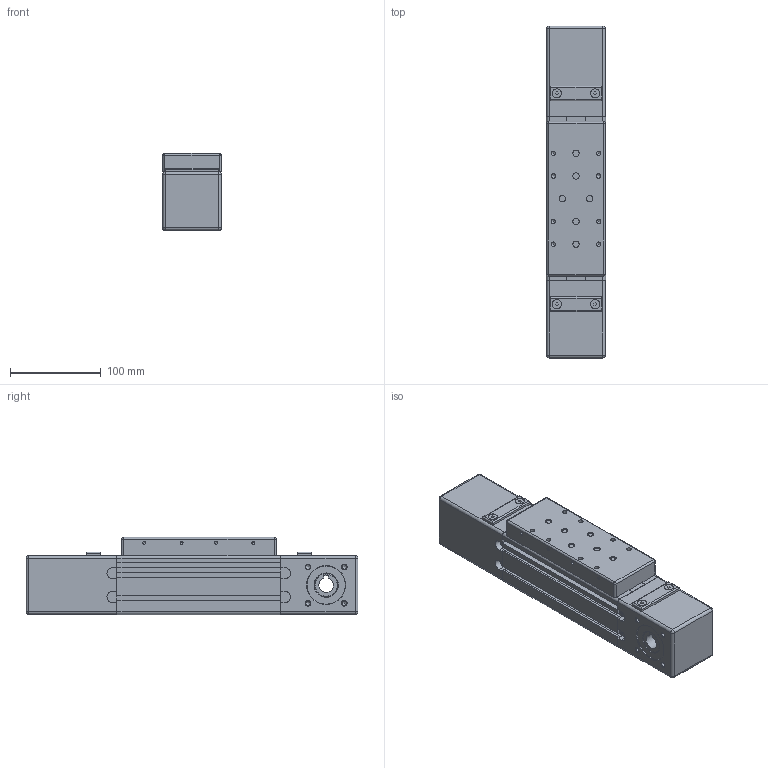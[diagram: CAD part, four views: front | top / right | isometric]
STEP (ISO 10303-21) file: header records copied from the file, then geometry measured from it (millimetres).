
FILE_DESCRIPTION((''),'2;1');
FILE_NAME('MTJ MRJ 65 S TIP 0 ASM.stp','2011-05-23T10:46:28',('Matej'),(''),'Autodesk Inventor 2011','Autodesk Inventor 2011','');
FILE_SCHEMA(('AUTOMOTIVE_DESIGN { 1 0 10303 214 1 1 1 1 }'));
Length unit declared in the file: millimetre
Products named in the file (6): MTJ MRJ 65 S TIP 0 ASM; MTJ MRJ 65 S TIP 0; PROFIL MTJ IN MRJ 65 S; VOZIČEK MTJ IN MRJ 65 S; NAPENJALNI DEL MTJ IN MRJ 65; POGONSKI DEL MTJ IN MRJ 65 TIP 0
Assembly tree (5 placements, depth 3):
  MTJ MRJ 65 S TIP 0 ASM
    MTJ MRJ 65 S TIP 0
      PROFIL MTJ IN MRJ 65 S
      VOZIČEK MTJ IN MRJ 65 S
      NAPENJALNI DEL MTJ IN MRJ 65
      POGONSKI DEL MTJ IN MRJ 65 TIP 0
Bounding box: 65 x 365 x 85 mm (x, y, z)
Volume: 1570573.9 mm3; surface area: 220324.3 mm2
Topology: 4 solids, 9 shells, 719 faces, 1787 edges, 1102 vertices
Faces by surface type: plane 437, cylinder 204, cone 58, sphere 12, torus 8
Full cylindrical faces by diameter (mm): 1 x1, 3.242 x8, 4.134 x4, 4.917 x16, 5 x2, 5.2 x2, 6 x2, 7 x6, 8 x1, 10 x10, 25 x2, 26 x2, 27.86 x1, 42 x2, 42.9 x2
Entity records: 20854 total; most frequent: DIRECTION 3644, CARTESIAN_POINT 3408, ORIENTED_EDGE 3224, EDGE_CURVE 1612, AXIS2_PLACEMENT_3D 1302, VERTEX_POINT 1066, VECTOR 1040, LINE 1040
